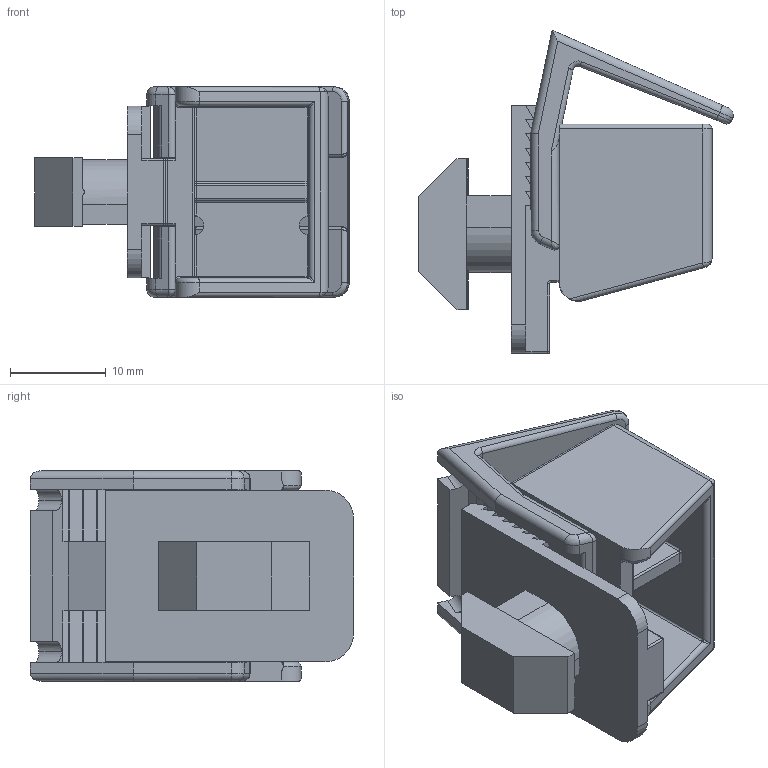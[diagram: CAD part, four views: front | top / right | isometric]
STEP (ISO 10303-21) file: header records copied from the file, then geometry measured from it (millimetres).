
FILE_DESCRIPTION (( 'STEP AP214' ), '1' );
FILE_NAME ('094203SL.STEP', '2014-03-05T09:43:26', ( '' ), ( '' ), 'SwSTEP 2.0', 'SolidWorks 2014', '' );
FILE_SCHEMA (( 'AUTOMOTIVE_DESIGN' ));
Length unit declared in the file: millimetre
Products named in the file (3): 094290sL; 094203r_094 203r; 094203SL
Assembly tree (2 placements, depth 2):
  094203SL
    094203r_094 203r
    094290sL
Bounding box: 32.92 x 33.84 x 22 mm (x, y, z)
Volume: 6174.2 mm3; surface area: 6426.2 mm2
Topology: 2 solids, 2 shells, 295 faces, 792 edges, 484 vertices
Faces by surface type: plane 155, cylinder 93, torus 23, bspline 14, sphere 10
Entity records: 9475 total; most frequent: CARTESIAN_POINT 2207, ORIENTED_EDGE 1552, DIRECTION 1457, EDGE_CURVE 776, VECTOR 529, LINE 529, VERTEX_POINT 484, AXIS2_PLACEMENT_3D 464
